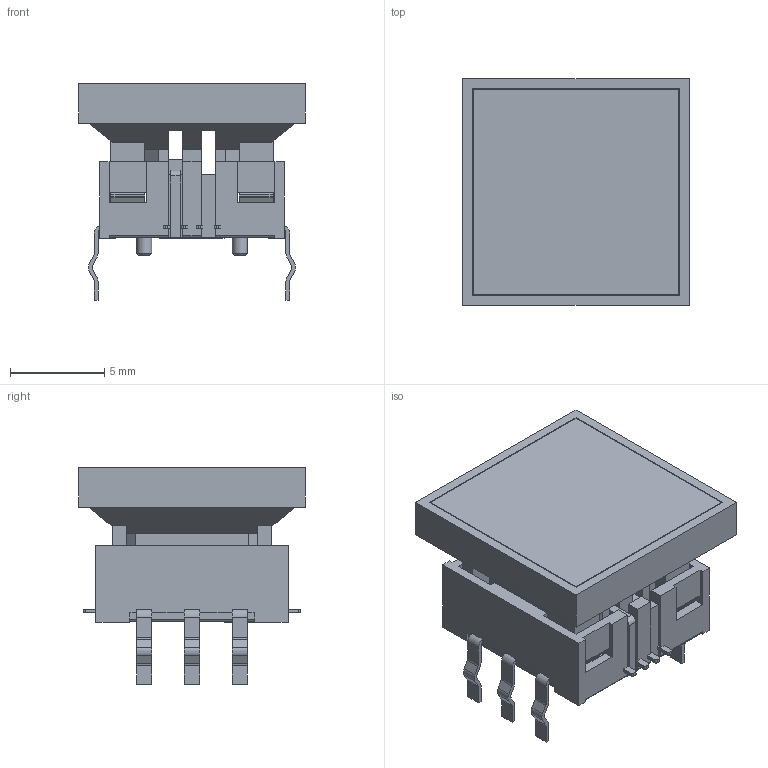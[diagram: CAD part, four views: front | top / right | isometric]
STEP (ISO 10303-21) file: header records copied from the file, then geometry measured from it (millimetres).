
FILE_DESCRIPTION(('FreeCAD Model'),'2;1');
FILE_NAME('Open CASCADE Shape Model','2024-06-27T23:27:25',( 'kicad StepUp'),('ksu MCAD'),'Open CASCADE STEP processor 7.6', 'FreeCAD','Unknown');
FILE_SCHEMA(('AUTOMOTIVE_DESIGN { 1 0 10303 214 1 1 1 1 }'));
Length unit declared in the file: millimetre
Products named in the file (1): Wurth_WS-TATL_THT_Illuminated_Tact-Switch_12x12mm
Bounding box: 12 x 12 x 11.5 mm (x, y, z)
Volume: 589.4 mm3; surface area: 1374.2 mm2
Topology: 6 solids, 6 shells, 535 faces, 1573 edges, 1043 vertices
Faces by surface type: plane 414, cylinder 99, extrusion 15, bspline 5, cone 2
Full cylindrical faces by diameter (mm): 0.8 x2, 1.5 x1
Entity records: 21910 total; most frequent: CARTESIAN_POINT 3982, ORIENTED_EDGE 3146, DIRECTION 2663, EDGE_CURVE 1573, VECTOR 1225, LINE 1210, VERTEX_POINT 1043, AXIS2_PLACEMENT_3D 719
